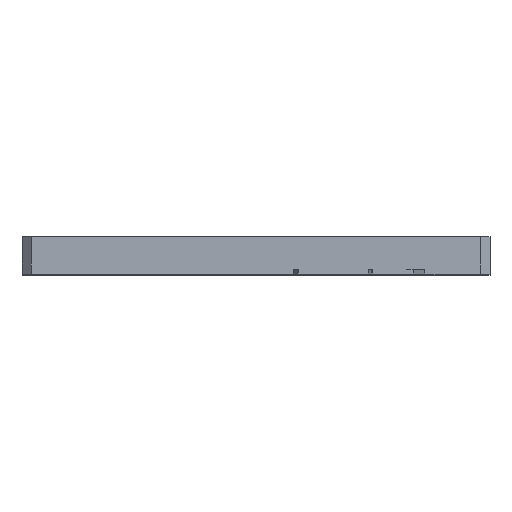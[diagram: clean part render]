
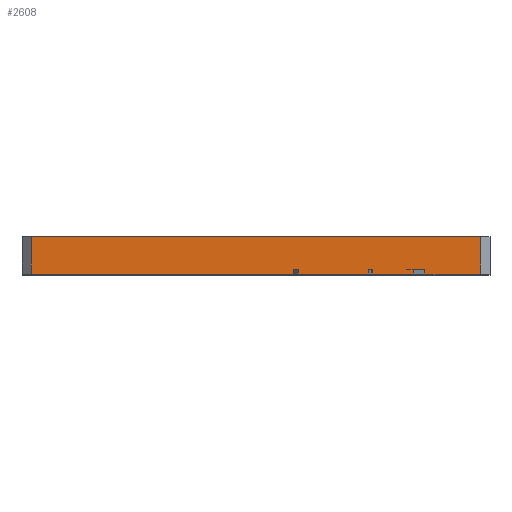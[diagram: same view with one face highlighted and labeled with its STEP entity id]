
A CAD part, top view. The second image highlights one B-rep face of the part: STEP entity #2608.
In plain terms, the highlighted planar face has unit normal (0, 0, 1).
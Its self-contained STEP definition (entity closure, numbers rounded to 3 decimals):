
#30=FACE_OUTER_BOUND('',#171,.T.);
#171=EDGE_LOOP('',(#1719,#1720,#1721,#1722,#1723,#1724,#1725,#1726,#1727,
#1728,#1729,#1730,#1731,#1732,#1733,#1734));
#326=LINE('',#3573,#704);
#327=LINE('',#3576,#705);
#332=LINE('',#3586,#710);
#333=LINE('',#3588,#711);
#334=LINE('',#3590,#712);
#335=LINE('',#3592,#713);
#336=LINE('',#3594,#714);
#337=LINE('',#3596,#715);
#338=LINE('',#3598,#716);
#339=LINE('',#3600,#717);
#340=LINE('',#3602,#718);
#341=LINE('',#3604,#719);
#342=LINE('',#3606,#720);
#343=LINE('',#3608,#721);
#344=LINE('',#3610,#722);
#345=LINE('',#3611,#723);
#704=VECTOR('',#2909,10.);
#705=VECTOR('',#2912,10.);
#710=VECTOR('',#2919,10.);
#711=VECTOR('',#2920,10.);
#712=VECTOR('',#2921,10.);
#713=VECTOR('',#2922,10.);
#714=VECTOR('',#2923,10.);
#715=VECTOR('',#2924,10.);
#716=VECTOR('',#2925,10.);
#717=VECTOR('',#2926,10.);
#718=VECTOR('',#2927,10.);
#719=VECTOR('',#2928,10.);
#720=VECTOR('',#2929,10.);
#721=VECTOR('',#2930,10.);
#722=VECTOR('',#2931,10.);
#723=VECTOR('',#2932,10.);
#1079=VERTEX_POINT('',#3566);
#1082=VERTEX_POINT('',#3571);
#1083=VERTEX_POINT('',#3575);
#1087=VERTEX_POINT('',#3585);
#1088=VERTEX_POINT('',#3587);
#1089=VERTEX_POINT('',#3589);
#1090=VERTEX_POINT('',#3591);
#1091=VERTEX_POINT('',#3593);
#1092=VERTEX_POINT('',#3595);
#1093=VERTEX_POINT('',#3597);
#1094=VERTEX_POINT('',#3599);
#1095=VERTEX_POINT('',#3601);
#1096=VERTEX_POINT('',#3603);
#1097=VERTEX_POINT('',#3605);
#1098=VERTEX_POINT('',#3607);
#1099=VERTEX_POINT('',#3609);
#1334=EDGE_CURVE('',#1082,#1079,#326,.T.);
#1335=EDGE_CURVE('',#1079,#1083,#327,.T.);
#1340=EDGE_CURVE('',#1087,#1082,#332,.T.);
#1341=EDGE_CURVE('',#1087,#1088,#333,.T.);
#1342=EDGE_CURVE('',#1088,#1089,#334,.T.);
#1343=EDGE_CURVE('',#1089,#1090,#335,.T.);
#1344=EDGE_CURVE('',#1091,#1090,#336,.T.);
#1345=EDGE_CURVE('',#1091,#1092,#337,.T.);
#1346=EDGE_CURVE('',#1092,#1093,#338,.T.);
#1347=EDGE_CURVE('',#1093,#1094,#339,.T.);
#1348=EDGE_CURVE('',#1095,#1094,#340,.T.);
#1349=EDGE_CURVE('',#1095,#1096,#341,.T.);
#1350=EDGE_CURVE('',#1096,#1097,#342,.T.);
#1351=EDGE_CURVE('',#1097,#1098,#343,.T.);
#1352=EDGE_CURVE('',#1099,#1098,#344,.T.);
#1353=EDGE_CURVE('',#1083,#1099,#345,.T.);
#1719=ORIENTED_EDGE('',*,*,#1334,.F.);
#1720=ORIENTED_EDGE('',*,*,#1340,.F.);
#1721=ORIENTED_EDGE('',*,*,#1341,.T.);
#1722=ORIENTED_EDGE('',*,*,#1342,.T.);
#1723=ORIENTED_EDGE('',*,*,#1343,.T.);
#1724=ORIENTED_EDGE('',*,*,#1344,.F.);
#1725=ORIENTED_EDGE('',*,*,#1345,.T.);
#1726=ORIENTED_EDGE('',*,*,#1346,.T.);
#1727=ORIENTED_EDGE('',*,*,#1347,.T.);
#1728=ORIENTED_EDGE('',*,*,#1348,.F.);
#1729=ORIENTED_EDGE('',*,*,#1349,.T.);
#1730=ORIENTED_EDGE('',*,*,#1350,.T.);
#1731=ORIENTED_EDGE('',*,*,#1351,.T.);
#1732=ORIENTED_EDGE('',*,*,#1352,.F.);
#1733=ORIENTED_EDGE('',*,*,#1353,.F.);
#1734=ORIENTED_EDGE('',*,*,#1335,.F.);
#2467=PLANE('',#2763);
#2608=ADVANCED_FACE('',(#30),#2467,.T.);
#2763=AXIS2_PLACEMENT_3D('',#3584,#2917,#2918);
#2909=DIRECTION('',(0.,1.,0.));
#2912=DIRECTION('',(1.,0.,0.));
#2917=DIRECTION('center_axis',(0.,0.,1.));
#2918=DIRECTION('ref_axis',(1.,0.,0.));
#2919=DIRECTION('',(-1.,0.,0.));
#2920=DIRECTION('',(0.,1.,0.));
#2921=DIRECTION('',(1.,0.,0.));
#2922=DIRECTION('',(0.,-1.,0.));
#2923=DIRECTION('',(-1.,0.,0.));
#2924=DIRECTION('',(0.,1.,0.));
#2925=DIRECTION('',(1.,0.,0.));
#2926=DIRECTION('',(0.,-1.,0.));
#2927=DIRECTION('',(-1.,0.,0.));
#2928=DIRECTION('',(0.,1.,0.));
#2929=DIRECTION('',(1.,0.,0.));
#2930=DIRECTION('',(0.,-1.,0.));
#2931=DIRECTION('',(-1.,0.,0.));
#2932=DIRECTION('',(0.,-1.,0.));
#3566=CARTESIAN_POINT('',(2.,8.,150.));
#3571=CARTESIAN_POINT('',(2.,0.,150.));
#3573=CARTESIAN_POINT('',(2.,0.,150.));
#3575=CARTESIAN_POINT('',(98.,8.,150.));
#3576=CARTESIAN_POINT('',(100.,8.,150.));
#3584=CARTESIAN_POINT('Origin',(0.,0.,150.));
#3585=CARTESIAN_POINT('',(57.996,0.,150.));
#3586=CARTESIAN_POINT('',(100.,0.,150.));
#3587=CARTESIAN_POINT('',(57.996,1.,150.));
#3588=CARTESIAN_POINT('',(57.996,0.,150.));
#3589=CARTESIAN_POINT('',(59.049,1.,150.));
#3590=CARTESIAN_POINT('',(25.,1.,150.));
#3591=CARTESIAN_POINT('',(59.049,0.,150.));
#3592=CARTESIAN_POINT('',(59.049,0.,150.));
#3593=CARTESIAN_POINT('',(73.939,0.,150.));
#3594=CARTESIAN_POINT('',(100.,0.,150.));
#3595=CARTESIAN_POINT('',(73.939,1.,150.));
#3596=CARTESIAN_POINT('',(73.939,0.,150.));
#3597=CARTESIAN_POINT('',(74.962,1.,150.));
#3598=CARTESIAN_POINT('',(25.,1.,150.));
#3599=CARTESIAN_POINT('',(74.962,0.,150.));
#3600=CARTESIAN_POINT('',(74.962,0.,150.));
#3601=CARTESIAN_POINT('',(83.554,0.,150.));
#3602=CARTESIAN_POINT('',(100.,0.,150.));
#3603=CARTESIAN_POINT('',(83.554,1.,150.));
#3604=CARTESIAN_POINT('',(83.554,0.,150.));
#3605=CARTESIAN_POINT('',(86.083,1.,150.));
#3606=CARTESIAN_POINT('',(25.,1.,150.));
#3607=CARTESIAN_POINT('',(86.083,0.,150.));
#3608=CARTESIAN_POINT('',(86.083,0.,150.));
#3609=CARTESIAN_POINT('',(98.,0.,150.));
#3610=CARTESIAN_POINT('',(100.,0.,150.));
#3611=CARTESIAN_POINT('',(98.,0.,150.));
